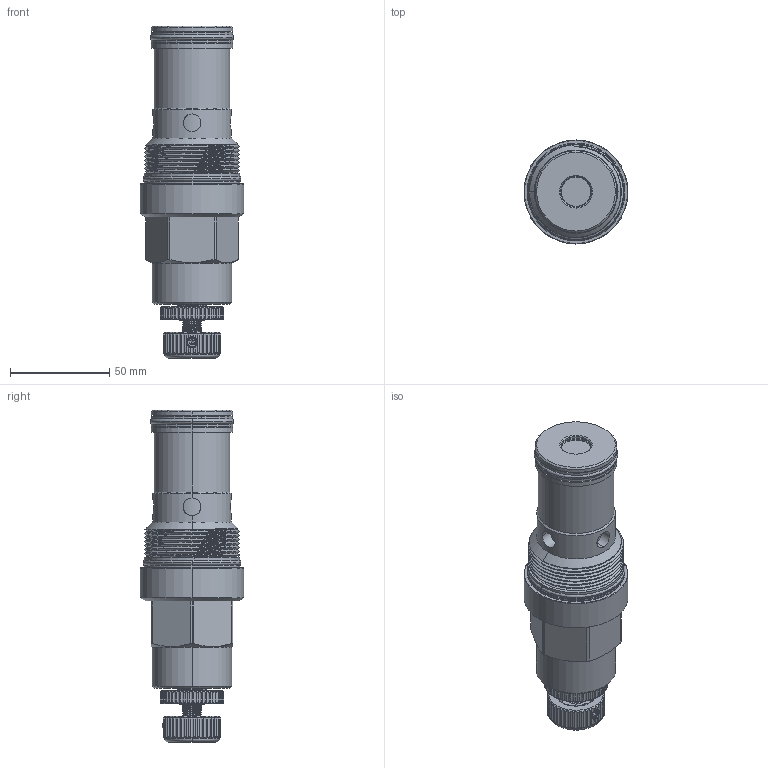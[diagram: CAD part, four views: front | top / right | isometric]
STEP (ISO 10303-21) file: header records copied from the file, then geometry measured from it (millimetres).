
FILE_DESCRIPTION (( 'STEP AP203' ), '1' );
FILE_NAME ('FR18A20-K.STEP', '2016-05-24T08:33:25', ( '' ), ( '' ), 'SwSTEP 2.0', 'SolidWorks 2012', '' );
FILE_SCHEMA (( 'CONFIG_CONTROL_DESIGN' ));
Products named in the file (1): FR18A20-K
Bounding box: 52.37 x 52.37 x 167.2 mm (x, y, z)
Volume: 211139.3 mm3; surface area: 36857 mm2
Topology: 8 solids, 9 shells, 694 faces, 1943 edges, 1251 vertices
Faces by surface type: cylinder 382, plane 185, cone 60, torus 33, bspline 32, sphere 2
Entity records: 33728 total; most frequent: CARTESIAN_POINT 16706, ORIENTED_EDGE 3840, DIRECTION 3231, EDGE_CURVE 1920, VERTEX_POINT 1248, AXIS2_PLACEMENT_3D 1211, LINE 809, VECTOR 809
